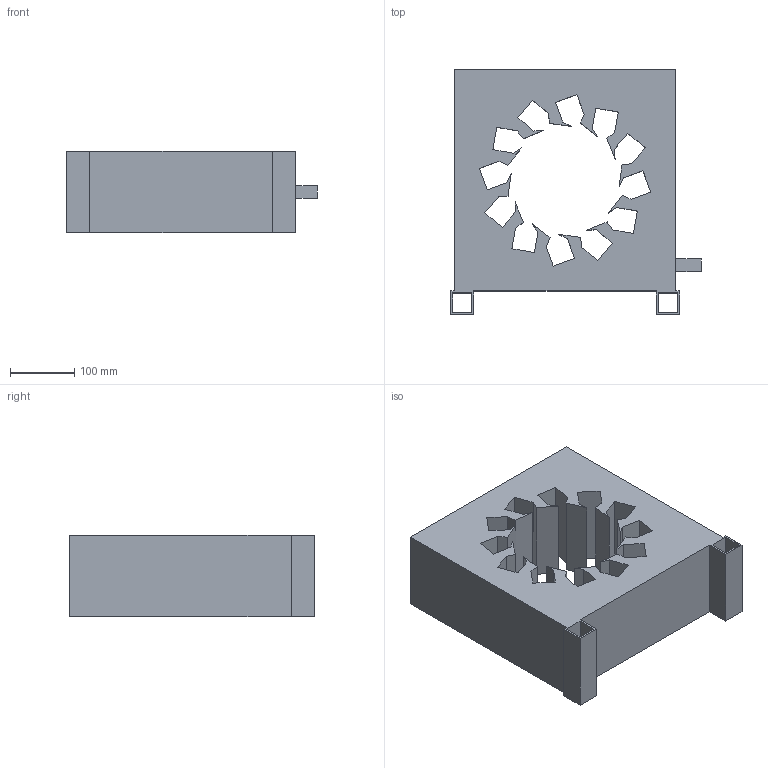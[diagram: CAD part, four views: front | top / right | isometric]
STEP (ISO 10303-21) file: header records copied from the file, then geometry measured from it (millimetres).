
FILE_DESCRIPTION(/* description */ (''),/* implementation_level */ '2;1');
FILE_NAME(/* name */ 'outer holder with Handle.step',/* time_stamp */ '2018-06-28T02:49:03+07:00',/* author */ (''),/* organization */ (''),/* preprocessor_version */ 'ST-DEVELOPER v17',/* originating_system */ 'Autodesk Translation Framework v7.1.0.215',/* authorisation */ '');
FILE_SCHEMA (('AUTOMOTIVE_DESIGN { 1 0 10303 214 3 1 1 }'));
Length unit declared in the file: millimetre
Products named in the file (1): holder
Bounding box: 390 x 380 x 127 mm (x, y, z)
Volume: 9937447.9 mm3; surface area: 637802.2 mm2
Topology: 1 solids, 1 shells, 99 faces, 288 edges, 192 vertices
Faces by surface type: plane 99
Entity records: 3254 total; most frequent: CARTESIAN_POINT 580, ORIENTED_EDGE 576, DIRECTION 488, LINE 288, VECTOR 288, EDGE_CURVE 288, VERTEX_POINT 192, EDGE_LOOP 106
